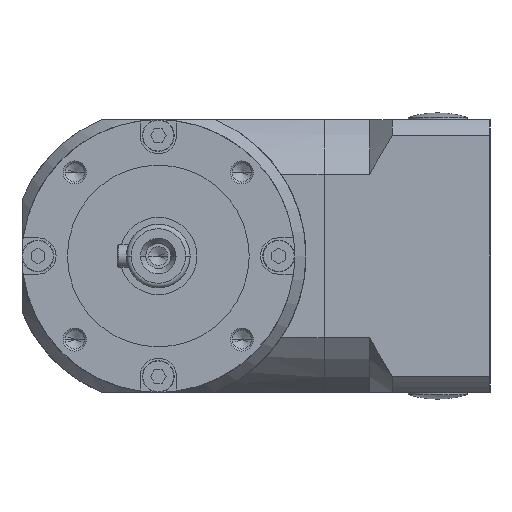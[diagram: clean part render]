
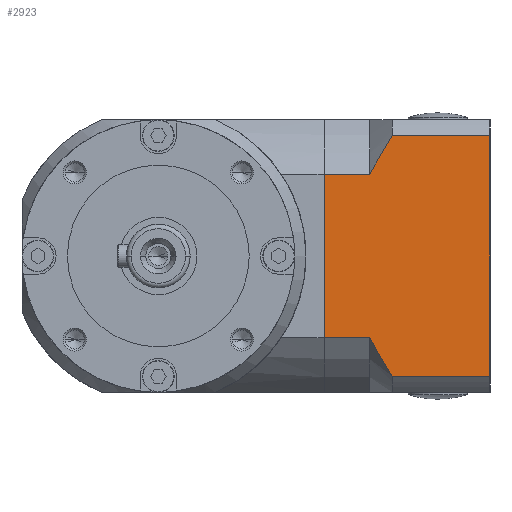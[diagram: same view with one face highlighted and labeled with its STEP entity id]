
A CAD part, left-side view. The second image highlights one B-rep face of the part: STEP entity #2923.
In plain terms, the highlighted planar face has unit normal (-1, 0, 0).
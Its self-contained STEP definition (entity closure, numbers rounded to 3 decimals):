
#75 = ORIENTED_EDGE ( 'NONE', *, *, #5257, .F. ) ;
#341 = EDGE_CURVE ( 'NONE', #10223, #17853, #16399, .T. ) ;
#358 = FACE_OUTER_BOUND ( 'NONE', #4078, .T. ) ;
#549 = CARTESIAN_POINT ( 'NONE',  ( 8., -51.5, 26.458 ) ) ;
#1320 = LINE ( 'NONE', #9440, #12051 ) ;
#1405 = EDGE_CURVE ( 'NONE', #8055, #2247, #12183, .T. ) ;
#1673 = LINE ( 'NONE', #17846, #7805 ) ;
#1806 = CARTESIAN_POINT ( 'NONE',  ( 8., -47.251, -19.486 ) ) ;
#1957 = VERTEX_POINT ( 'NONE', #7270 ) ;
#2053 = CARTESIAN_POINT ( 'NONE',  ( 8., -73., -18.028 ) ) ;
#2205 = CARTESIAN_POINT ( 'NONE',  ( 8., -36.5, -18.028 ) ) ;
#2247 = VERTEX_POINT ( 'NONE', #6782 ) ;
#2923 = ADVANCED_FACE ( 'NONE', ( #358 ), #9426, .F. ) ;
#3539 = CARTESIAN_POINT ( 'NONE',  ( 8., -51.5, 26.458 ) ) ;
#3986 = DIRECTION ( 'NONE',  ( 0., 1., 0. ) ) ;
#4078 = EDGE_LOOP ( 'NONE', ( #7927, #9725, #6572, #12499, #8903, #12685, #75, #16303 ) ) ;
#4437 = VERTEX_POINT ( 'NONE', #3539 ) ;
#4839 = VECTOR ( 'NONE', #8130, 1000. ) ;
#5023 = VECTOR ( 'NONE', #17470, 1000. ) ;
#5095 = VERTEX_POINT ( 'NONE', #11861 ) ;
#5257 = EDGE_CURVE ( 'NONE', #5095, #8055, #1320, .T. ) ;
#5378 = DIRECTION ( 'NONE',  ( 0., 0., 1. ) ) ;
#5549 = CARTESIAN_POINT ( 'NONE',  ( 8., -73., 18.028 ) ) ;
#5693 = B_SPLINE_CURVE_WITH_KNOTS ( 'NONE', 3,
 ( #14364, #5974, #15766, #17151, #1806, #9920 ),
 .UNSPECIFIED., .F., .F.,
 ( 4, 2, 4 ),
 ( 0.047, 0.052, 0.057 ),
 .UNSPECIFIED. ) ;
#5974 = CARTESIAN_POINT ( 'NONE',  ( 8., -50.601, -25.098 ) ) ;
#5991 = CARTESIAN_POINT ( 'NONE',  ( 8., -48.057, 20.92 ) ) ;
#6048 = LINE ( 'NONE', #5549, #13293 ) ;
#6572 = ORIENTED_EDGE ( 'NONE', *, *, #7319, .F. ) ;
#6782 = CARTESIAN_POINT ( 'NONE',  ( 8., -51.5, -26.458 ) ) ;
#7256 = VERTEX_POINT ( 'NONE', #13419 ) ;
#7270 = CARTESIAN_POINT ( 'NONE',  ( 8., -36.5, 18.028 ) ) ;
#7319 = EDGE_CURVE ( 'NONE', #17853, #1957, #1673, .T. ) ;
#7633 = CARTESIAN_POINT ( 'NONE',  ( 8., -47.254, 19.492 ) ) ;
#7805 = VECTOR ( 'NONE', #5378, 1000. ) ;
#7927 = ORIENTED_EDGE ( 'NONE', *, *, #8676, .F. ) ;
#8055 = VERTEX_POINT ( 'NONE', #10341 ) ;
#8130 = DIRECTION ( 'NONE',  ( 0., -1., 0. ) ) ;
#8676 = EDGE_CURVE ( 'NONE', #7256, #4437, #17064, .T. ) ;
#8903 = ORIENTED_EDGE ( 'NONE', *, *, #11554, .F. ) ;
#9426 = PLANE ( 'NONE',  #17399 ) ;
#9440 = CARTESIAN_POINT ( 'NONE',  ( 8., -73., -25. ) ) ;
#9725 = ORIENTED_EDGE ( 'NONE', *, *, #12478, .F. ) ;
#9920 = CARTESIAN_POINT ( 'NONE',  ( 8., -46.5, -18.028 ) ) ;
#10223 = VERTEX_POINT ( 'NONE', #16305 ) ;
#10341 = CARTESIAN_POINT ( 'NONE',  ( 8., -73., -26.458 ) ) ;
#10733 = CARTESIAN_POINT ( 'NONE',  ( 8., -73., -26.458 ) ) ;
#10877 = CARTESIAN_POINT ( 'NONE',  ( 8., -73., 26.458 ) ) ;
#10945 = LINE ( 'NONE', #10877, #4839 ) ;
#11178 = DIRECTION ( 'NONE',  ( 0., -1., 0. ) ) ;
#11554 = EDGE_CURVE ( 'NONE', #2247, #10223, #5693, .T. ) ;
#11595 = CARTESIAN_POINT ( 'NONE',  ( 8., -49.731, 23.724 ) ) ;
#11664 = CARTESIAN_POINT ( 'NONE',  ( 8., -50.602, 25.101 ) ) ;
#11757 = VECTOR ( 'NONE', #3986, 1000. ) ;
#11861 = CARTESIAN_POINT ( 'NONE',  ( 8., -73., 26.458 ) ) ;
#12051 = VECTOR ( 'NONE', #17832, 1000. ) ;
#12183 = LINE ( 'NONE', #10733, #11757 ) ;
#12478 = EDGE_CURVE ( 'NONE', #1957, #7256, #6048, .T. ) ;
#12499 = ORIENTED_EDGE ( 'NONE', *, *, #341, .F. ) ;
#12685 = ORIENTED_EDGE ( 'NONE', *, *, #1405, .F. ) ;
#13293 = VECTOR ( 'NONE', #11178, 1000. ) ;
#13419 = CARTESIAN_POINT ( 'NONE',  ( 8., -46.5, 18.028 ) ) ;
#13746 = DIRECTION ( 'NONE',  ( 1., 0., 0. ) ) ;
#13915 = CARTESIAN_POINT ( 'NONE',  ( 8., -36.5, -28.686 ) ) ;
#14364 = CARTESIAN_POINT ( 'NONE',  ( 8., -51.5, -26.458 ) ) ;
#15040 = DIRECTION ( 'NONE',  ( 0., 0., -1. ) ) ;
#15766 = CARTESIAN_POINT ( 'NONE',  ( 8., -49.728, -23.72 ) ) ;
#16022 = CARTESIAN_POINT ( 'NONE',  ( 8., -46.5, 18.028 ) ) ;
#16303 = ORIENTED_EDGE ( 'NONE', *, *, #16455, .F. ) ;
#16305 = CARTESIAN_POINT ( 'NONE',  ( 8., -46.5, -18.028 ) ) ;
#16399 = LINE ( 'NONE', #2053, #5023 ) ;
#16455 = EDGE_CURVE ( 'NONE', #4437, #5095, #10945, .T. ) ;
#17064 = B_SPLINE_CURVE_WITH_KNOTS ( 'NONE', 3,
 ( #16022, #7633, #5991, #11595, #11664, #549 ),
 .UNSPECIFIED., .F., .F.,
 ( 4, 2, 4 ),
 ( 0.095, 0.1, 0.105 ),
 .UNSPECIFIED. ) ;
#17151 = CARTESIAN_POINT ( 'NONE',  ( 8., -48.054, -20.915 ) ) ;
#17399 = AXIS2_PLACEMENT_3D ( 'NONE', #13915, #13746, #15040 ) ;
#17470 = DIRECTION ( 'NONE',  ( 0., 1., 0. ) ) ;
#17832 = DIRECTION ( 'NONE',  ( 0., 0., -1. ) ) ;
#17846 = CARTESIAN_POINT ( 'NONE',  ( 8., -36.5, -28.686 ) ) ;
#17853 = VERTEX_POINT ( 'NONE', #2205 ) ;
